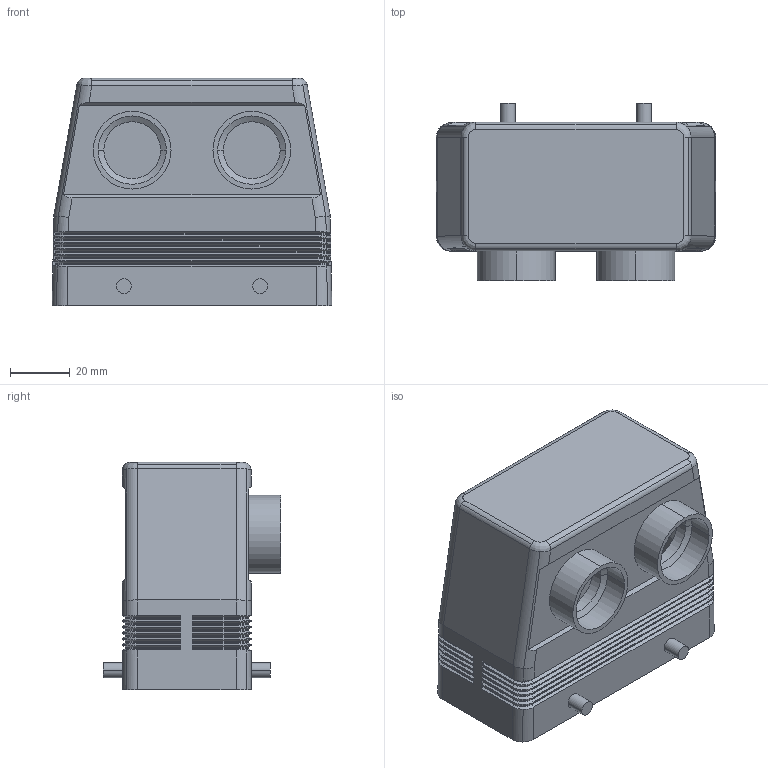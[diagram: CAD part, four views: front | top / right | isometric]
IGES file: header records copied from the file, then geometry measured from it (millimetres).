
Global section: file name: No Iges File Name specified; native system: AutoDesk Inventor R6.1; preprocessor: AutoDesk Inventor Iges Exporter R6.1; author: No Author specified; organization: No Organization specified; date: 20070102.174305; units: millimetre
Bounding box: 93.5 x 59.5 x 76 mm (x, y, z)
Volume: 69959.3 mm3; surface area: 47878.6 mm2
Topology: 1 solids, 1 shells, 452 faces, 1131 edges, 690 vertices
Faces by surface type: plane 148, bspline 144, cylinder 112, revolution 24, cone 24
